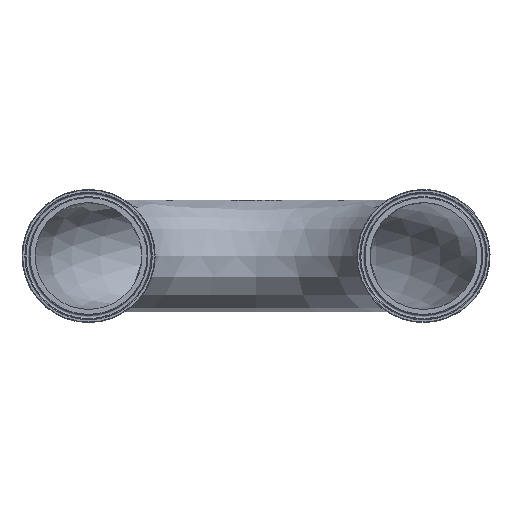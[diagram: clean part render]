
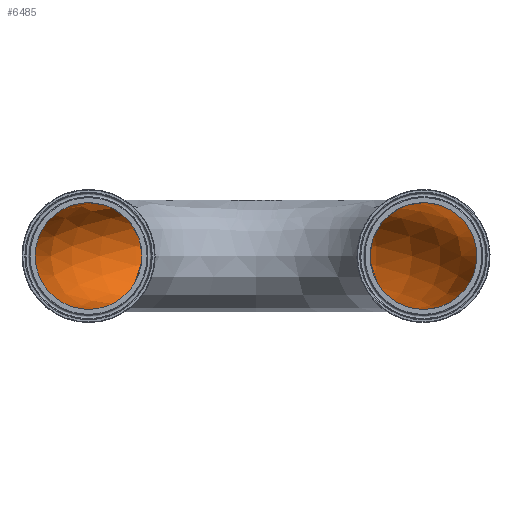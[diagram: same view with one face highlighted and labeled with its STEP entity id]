
A CAD part, left-side view. The second image highlights one B-rep face of the part: STEP entity #6485.
In plain terms, the highlighted free-form (B-spline) face has degree [2, 2] with [9, 5] control points.
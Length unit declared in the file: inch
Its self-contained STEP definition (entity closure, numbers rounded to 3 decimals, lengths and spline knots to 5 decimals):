
#49=CIRCLE('',#6675,1.435);
#50=CIRCLE('',#6676,3.065);
#51=CIRCLE('',#6677,1.435);
#1414=FACE_OUTER_BOUND('',#1802,.T.);
#1802=EDGE_LOOP('',(#5837,#5838,#5839,#5840));
#3010=VERTEX_POINT('',#16155);
#3011=VERTEX_POINT('',#16157);
#3975=EDGE_CURVE('',#3010,#3010,#49,.T.);
#3976=EDGE_CURVE('',#3010,#3011,#50,.T.);
#3977=EDGE_CURVE('',#3011,#3011,#51,.T.);
#5837=ORIENTED_EDGE('',*,*,#3975,.F.);
#5838=ORIENTED_EDGE('',*,*,#3976,.T.);
#5839=ORIENTED_EDGE('',*,*,#3977,.F.);
#5840=ORIENTED_EDGE('',*,*,#3976,.F.);
#6109=(
BOUNDED_SURFACE()
B_SPLINE_SURFACE(2,2,((#16110,#16111,#16112,#16113,#16114),(#16115,#16116,
#16117,#16118,#16119),(#16120,#16121,#16122,#16123,#16124),(#16125,#16126,
#16127,#16128,#16129),(#16130,#16131,#16132,#16133,#16134),(#16135,#16136,
#16137,#16138,#16139),(#16140,#16141,#16142,#16143,#16144),(#16145,#16146,
#16147,#16148,#16149),(#16150,#16151,#16152,#16153,#16154)),
 .UNSPECIFIED.,.T.,.F.,.F.)
B_SPLINE_SURFACE_WITH_KNOTS((3,2,2,2,3),(3,2,3),(-3.14159,-1.5708,
0.,1.5708,3.14159),(0.,1.5708,3.14159),
 .UNSPECIFIED.)
GEOMETRIC_REPRESENTATION_ITEM()
RATIONAL_B_SPLINE_SURFACE(((1.,0.707,1.,0.707,1.),
(0.707,0.5,0.707,0.5,
0.707),(1.,0.707,1.,0.707,1.),(0.707,
0.5,0.707,0.5,0.707),
(1.,0.707,1.,0.707,1.),(0.707,0.5,
0.707,0.5,0.707),(1.,0.707,
1.,0.707,1.),(0.707,0.5,0.707,
0.5,0.707),(1.,0.707,1.,0.707,
1.)))
REPRESENTATION_ITEM('')
SURFACE()
);
#6485=ADVANCED_FACE('',(#1414),#6109,.F.);
#6675=AXIS2_PLACEMENT_3D('',#16156,#7374,#7375);
#6676=AXIS2_PLACEMENT_3D('',#16158,#7376,#7377);
#6677=AXIS2_PLACEMENT_3D('',#16159,#7378,#7379);
#7374=DIRECTION('center_axis',(1.,0.,0.));
#7375=DIRECTION('ref_axis',(0.,1.,0.));
#7376=DIRECTION('center_axis',(0.,0.,-1.));
#7377=DIRECTION('ref_axis',(0.,1.,0.));
#7378=DIRECTION('center_axis',(1.,0.,0.));
#7379=DIRECTION('ref_axis',(0.,-1.,0.));
#16110=CARTESIAN_POINT('Ctrl Pts',(0.5,-1.435,0.));
#16111=CARTESIAN_POINT('Ctrl Pts',(3.565,-1.435,0.));
#16112=CARTESIAN_POINT('Ctrl Pts',(3.565,-4.5,0.));
#16113=CARTESIAN_POINT('Ctrl Pts',(3.565,-7.565,0.));
#16114=CARTESIAN_POINT('Ctrl Pts',(0.5,-7.565,0.));
#16115=CARTESIAN_POINT('Ctrl Pts',(0.5,-1.435,-1.435));
#16116=CARTESIAN_POINT('Ctrl Pts',(3.565,-1.435,-1.435));
#16117=CARTESIAN_POINT('Ctrl Pts',(3.565,-4.5,-1.435));
#16118=CARTESIAN_POINT('Ctrl Pts',(3.565,-7.565,-1.435));
#16119=CARTESIAN_POINT('Ctrl Pts',(0.5,-7.565,-1.435));
#16120=CARTESIAN_POINT('Ctrl Pts',(0.5,0.,-1.435));
#16121=CARTESIAN_POINT('Ctrl Pts',(5.,0.,
-1.435));
#16122=CARTESIAN_POINT('Ctrl Pts',(5.,-4.5,-1.435));
#16123=CARTESIAN_POINT('Ctrl Pts',(5.,-9.,-1.435));
#16124=CARTESIAN_POINT('Ctrl Pts',(0.5,-9.,-1.435));
#16125=CARTESIAN_POINT('Ctrl Pts',(0.5,1.435,-1.435));
#16126=CARTESIAN_POINT('Ctrl Pts',(6.435,1.435,-1.435));
#16127=CARTESIAN_POINT('Ctrl Pts',(6.435,-4.5,-1.435));
#16128=CARTESIAN_POINT('Ctrl Pts',(6.435,-10.435,-1.435));
#16129=CARTESIAN_POINT('Ctrl Pts',(0.5,-10.435,-1.435));
#16130=CARTESIAN_POINT('Ctrl Pts',(0.5,1.435,0.));
#16131=CARTESIAN_POINT('Ctrl Pts',(6.435,1.435,0.));
#16132=CARTESIAN_POINT('Ctrl Pts',(6.435,-4.5,0.));
#16133=CARTESIAN_POINT('Ctrl Pts',(6.435,-10.435,0.));
#16134=CARTESIAN_POINT('Ctrl Pts',(0.5,-10.435,0.));
#16135=CARTESIAN_POINT('Ctrl Pts',(0.5,1.435,1.435));
#16136=CARTESIAN_POINT('Ctrl Pts',(6.435,1.435,1.435));
#16137=CARTESIAN_POINT('Ctrl Pts',(6.435,-4.5,1.435));
#16138=CARTESIAN_POINT('Ctrl Pts',(6.435,-10.435,1.435));
#16139=CARTESIAN_POINT('Ctrl Pts',(0.5,-10.435,1.435));
#16140=CARTESIAN_POINT('Ctrl Pts',(0.5,0.,1.435));
#16141=CARTESIAN_POINT('Ctrl Pts',(5.,0.,
1.435));
#16142=CARTESIAN_POINT('Ctrl Pts',(5.,-4.5,1.435));
#16143=CARTESIAN_POINT('Ctrl Pts',(5.,-9.,1.435));
#16144=CARTESIAN_POINT('Ctrl Pts',(0.5,-9.,1.435));
#16145=CARTESIAN_POINT('Ctrl Pts',(0.5,-1.435,1.435));
#16146=CARTESIAN_POINT('Ctrl Pts',(3.565,-1.435,1.435));
#16147=CARTESIAN_POINT('Ctrl Pts',(3.565,-4.5,1.435));
#16148=CARTESIAN_POINT('Ctrl Pts',(3.565,-7.565,1.435));
#16149=CARTESIAN_POINT('Ctrl Pts',(0.5,-7.565,1.435));
#16150=CARTESIAN_POINT('Ctrl Pts',(0.5,-1.435,0.));
#16151=CARTESIAN_POINT('Ctrl Pts',(3.565,-1.435,0.));
#16152=CARTESIAN_POINT('Ctrl Pts',(3.565,-4.5,0.));
#16153=CARTESIAN_POINT('Ctrl Pts',(3.565,-7.565,0.));
#16154=CARTESIAN_POINT('Ctrl Pts',(0.5,-7.565,0.));
#16155=CARTESIAN_POINT('',(0.5,-1.435,0.));
#16156=CARTESIAN_POINT('Origin',(0.5,0.,0.));
#16157=CARTESIAN_POINT('',(0.5,-7.565,0.));
#16158=CARTESIAN_POINT('Origin',(0.5,-4.5,0.));
#16159=CARTESIAN_POINT('Origin',(0.5,-9.,0.));
